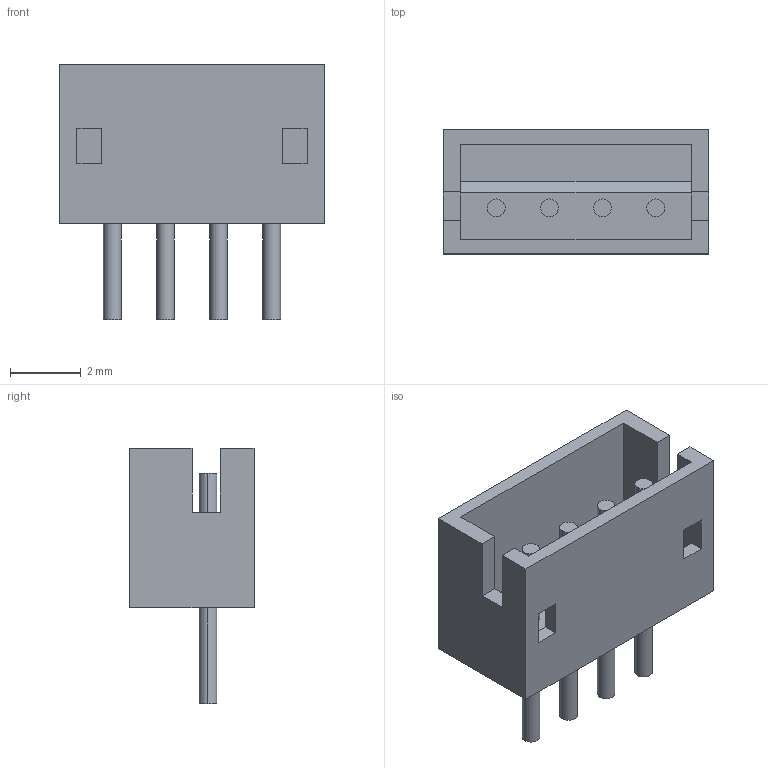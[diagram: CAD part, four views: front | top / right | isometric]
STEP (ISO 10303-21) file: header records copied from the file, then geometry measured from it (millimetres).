
FILE_DESCRIPTION((''),'2;1');
FILE_NAME('JST_B4B-ZR(LF)(SN).stp','2014-08-26T16:32:53',(''),(''),'Mechanical Desktop 2011','Mechanical Desktop 2011',', , ');
FILE_SCHEMA(('AUTOMOTIVE_DESIGN { 1 2 10303 214 1 1 1 1 }'));
Length unit declared in the file: millimetre
Products named in the file (1): Product
Bounding box: 7.5 x 3.5 x 7.2 mm (x, y, z)
Volume: 63.4 mm3; surface area: 245 mm2
Topology: 9 solids, 9 shells, 58 faces, 126 edges, 84 vertices
Faces by surface type: plane 42, cylinder 16
Entity records: 1634 total; most frequent: DIRECTION 276, CARTESIAN_POINT 269, ORIENTED_EDGE 252, EDGE_CURVE 126, VECTOR 94, LINE 94, AXIS2_PLACEMENT_3D 91, VERTEX_POINT 84
